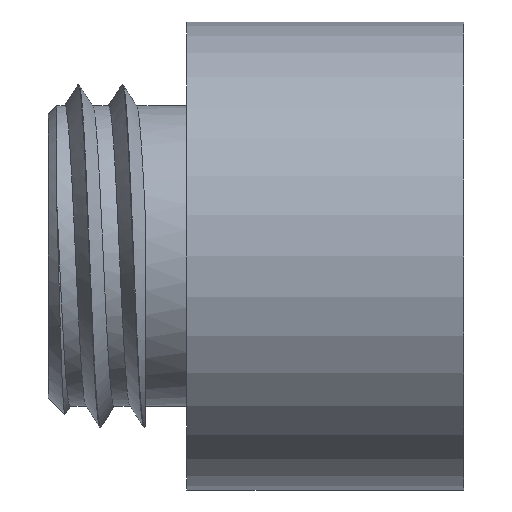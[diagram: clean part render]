
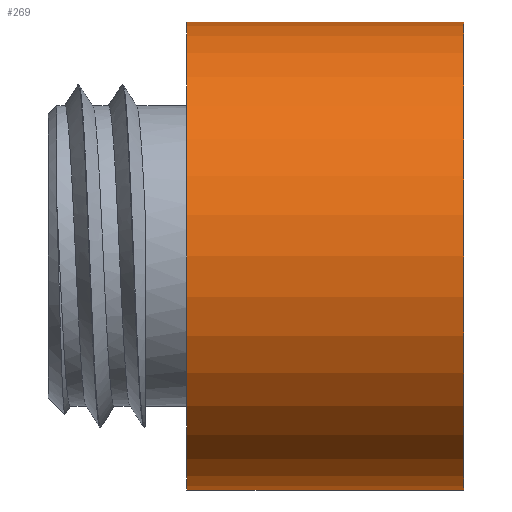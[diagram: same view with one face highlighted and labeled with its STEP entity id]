
A CAD part, front view. The second image highlights one B-rep face of the part: STEP entity #269.
In plain terms, the highlighted cylindrical face has radius 8.45 mm (diameter 16.9 mm), a full revolution.
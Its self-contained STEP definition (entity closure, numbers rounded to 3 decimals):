
#46=CYLINDRICAL_SURFACE('',#309,8.45);
#57=FACE_BOUND('',#106,.T.);
#76=FACE_OUTER_BOUND('',#105,.T.);
#105=EDGE_LOOP('',(#246));
#106=EDGE_LOOP('',(#247));
#121=CIRCLE('',#302,8.45);
#123=CIRCLE('',#308,8.45);
#146=VERTEX_POINT('',#1793);
#148=VERTEX_POINT('',#1801);
#179=EDGE_CURVE('',#146,#146,#121,.T.);
#181=EDGE_CURVE('',#148,#148,#123,.T.);
#246=ORIENTED_EDGE('',*,*,#181,.T.);
#247=ORIENTED_EDGE('',*,*,#179,.F.);
#269=ADVANCED_FACE('',(#76,#57),#46,.T.);
#302=AXIS2_PLACEMENT_3D('',#1794,#360,#361);
#308=AXIS2_PLACEMENT_3D('',#1802,#372,#373);
#309=AXIS2_PLACEMENT_3D('',#1803,#374,#375);
#360=DIRECTION('center_axis',(1.,0.,0.));
#361=DIRECTION('ref_axis',(0.,0.,-1.));
#372=DIRECTION('center_axis',(1.,0.,0.));
#373=DIRECTION('ref_axis',(0.,0.,-1.));
#374=DIRECTION('center_axis',(1.,0.,0.));
#375=DIRECTION('ref_axis',(0.,1.,0.));
#1793=CARTESIAN_POINT('',(0.,8.45,0.));
#1794=CARTESIAN_POINT('Origin',(0.,0.,0.));
#1801=CARTESIAN_POINT('',(-10.,8.45,0.));
#1802=CARTESIAN_POINT('Origin',(-10.,0.,0.));
#1803=CARTESIAN_POINT('Origin',(-5.,0.,0.));
